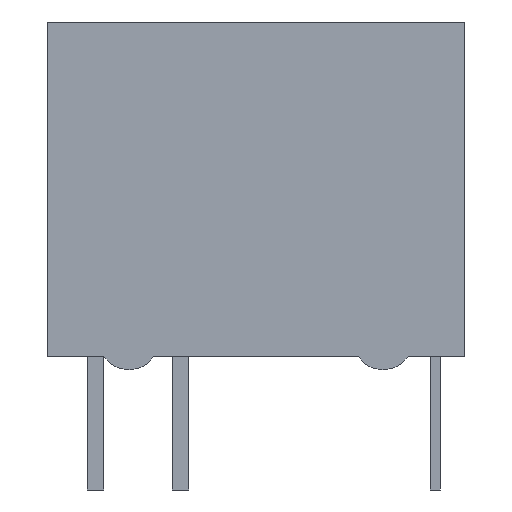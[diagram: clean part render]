
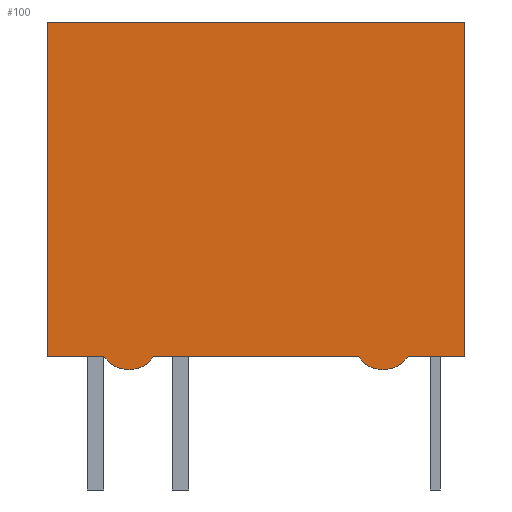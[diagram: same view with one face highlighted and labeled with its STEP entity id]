
A CAD part, front view. The second image highlights one B-rep face of the part: STEP entity #100.
In plain terms, the highlighted planar face has unit normal (0, -1, 0).
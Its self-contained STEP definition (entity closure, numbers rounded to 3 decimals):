
#100 = ADVANCED_FACE( '', ( #221 ), #222, .F. );
#221 = FACE_OUTER_BOUND( '', #366, .T. );
#222 = PLANE( '', #367 );
#366 = EDGE_LOOP( '', ( #581, #582, #583, #584, #585, #586, #587, #588 ) );
#367 = AXIS2_PLACEMENT_3D( '', #589, #590, #591 );
#581 = ORIENTED_EDGE( '', *, *, #918, .T. );
#582 = ORIENTED_EDGE( '', *, *, #919, .T. );
#583 = ORIENTED_EDGE( '', *, *, #920, .T. );
#584 = ORIENTED_EDGE( '', *, *, #921, .F. );
#585 = ORIENTED_EDGE( '', *, *, #922, .T. );
#586 = ORIENTED_EDGE( '', *, *, #916, .F. );
#587 = ORIENTED_EDGE( '', *, *, #858, .F. );
#588 = ORIENTED_EDGE( '', *, *, #923, .T. );
#589 = CARTESIAN_POINT( '', ( -6.25, -3.75, 10. ) );
#590 = DIRECTION( '', ( 0., 1., 0. ) );
#591 = DIRECTION( '', ( 0., 0., 1. ) );
#858 = EDGE_CURVE( '', #1016, #1018, #1019, .T. );
#916 = EDGE_CURVE( '', #1018, #1111, #1115, .T. );
#918 = EDGE_CURVE( '', #1117, #1118, #1119, .T. );
#919 = EDGE_CURVE( '', #1118, #1120, #1121, .T. );
#920 = EDGE_CURVE( '', #1120, #1122, #1123, .T. );
#921 = EDGE_CURVE( '', #1124, #1122, #1125, .T. );
#922 = EDGE_CURVE( '', #1124, #1111, #1126, .T. );
#923 = EDGE_CURVE( '', #1016, #1117, #1127, .T. );
#1016 = VERTEX_POINT( '', #1245 );
#1018 = VERTEX_POINT( '', #1248 );
#1019 = LINE( '', #1249, #1250 );
#1111 = VERTEX_POINT( '', #1381 );
#1115 = LINE( '', #1387, #1388 );
#1117 = VERTEX_POINT( '', #1390 );
#1118 = VERTEX_POINT( '', #1391 );
#1119 = LINE( '', #1392, #1393 );
#1120 = VERTEX_POINT( '', #1394 );
#1121 = CIRCLE( '', #1395, 0.9 );
#1122 = VERTEX_POINT( '', #1396 );
#1123 = LINE( '', #1397, #1398 );
#1124 = VERTEX_POINT( '', #1399 );
#1125 = CIRCLE( '', #1400, 0.9 );
#1126 = LINE( '', #1401, #1402 );
#1127 = LINE( '', #1403, #1404 );
#1245 = CARTESIAN_POINT( '', ( -6.25, -3.75, 10. ) );
#1248 = CARTESIAN_POINT( '', ( 6.25, -3.75, 10. ) );
#1249 = CARTESIAN_POINT( '', ( -6.25, -3.75, 10. ) );
#1250 = VECTOR( '', #1557, 1000. );
#1381 = CARTESIAN_POINT( '', ( 6.25, -3.75, 0. ) );
#1387 = CARTESIAN_POINT( '', ( 6.25, -3.75, 10. ) );
#1388 = VECTOR( '', #1608, 1000. );
#1390 = CARTESIAN_POINT( '', ( -6.25, -3.75, 0. ) );
#1391 = CARTESIAN_POINT( '', ( -4.548, -3.75, 0. ) );
#1392 = CARTESIAN_POINT( '', ( -6.25, -3.75, 0. ) );
#1393 = VECTOR( '', #1609, 1000. );
#1394 = CARTESIAN_POINT( '', ( -3.052, -3.75, 0. ) );
#1395 = AXIS2_PLACEMENT_3D( '', #1610, #1611, #1612 );
#1396 = CARTESIAN_POINT( '', ( 3.052, -3.75, 0. ) );
#1397 = CARTESIAN_POINT( '', ( -6.25, -3.75, 0. ) );
#1398 = VECTOR( '', #1613, 1000. );
#1399 = CARTESIAN_POINT( '', ( 4.548, -3.75, 0. ) );
#1400 = AXIS2_PLACEMENT_3D( '', #1614, #1615, #1616 );
#1401 = CARTESIAN_POINT( '', ( -6.25, -3.75, 0. ) );
#1402 = VECTOR( '', #1617, 1000. );
#1403 = CARTESIAN_POINT( '', ( -6.25, -3.75, 10. ) );
#1404 = VECTOR( '', #1618, 1000. );
#1557 = DIRECTION( '', ( 1., 0., 0. ) );
#1608 = DIRECTION( '', ( 0., 0., -1. ) );
#1609 = DIRECTION( '', ( 1., 0., 0. ) );
#1610 = CARTESIAN_POINT( '', ( -3.8, -3.75, 0.5 ) );
#1611 = DIRECTION( '', ( 0., -1., 0. ) );
#1612 = DIRECTION( '', ( 1., 0., 0. ) );
#1613 = DIRECTION( '', ( 1., 0., 0. ) );
#1614 = CARTESIAN_POINT( '', ( 3.8, -3.75, 0.5 ) );
#1615 = DIRECTION( '', ( 0., 1., 0. ) );
#1616 = DIRECTION( '', ( 1., 0., 0. ) );
#1617 = DIRECTION( '', ( 1., 0., 0. ) );
#1618 = DIRECTION( '', ( 0., 0., -1. ) );
